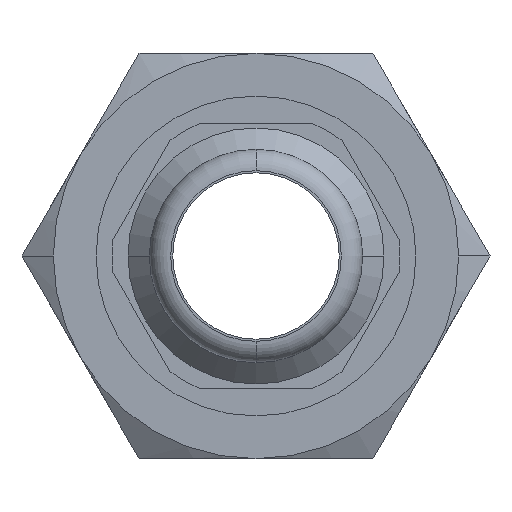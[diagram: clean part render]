
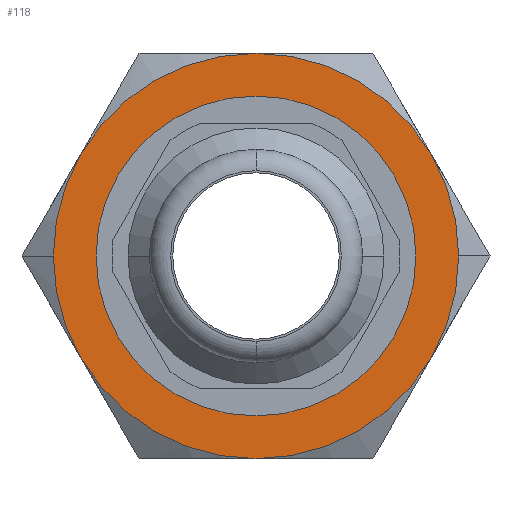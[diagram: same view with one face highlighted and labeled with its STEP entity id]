
A CAD part, front view. The second image highlights one B-rep face of the part: STEP entity #118.
In plain terms, the highlighted planar face has unit normal (0, -1, 0).
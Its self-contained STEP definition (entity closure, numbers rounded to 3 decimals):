
#118=ADVANCED_FACE('',(#283,#284),#285,.T.);
#283=FACE_OUTER_BOUND('',#494,.T.);
#284=FACE_BOUND('',#495,.T.);
#285=PLANE('',#496);
#494=EDGE_LOOP('',(#789,#790,#791,#792,#793,#794,#795,#796));
#495=EDGE_LOOP('',(#797,#798));
#496=AXIS2_PLACEMENT_3D('',#799,#800,#801);
#789=ORIENTED_EDGE('',*,*,#1305,.F.);
#790=ORIENTED_EDGE('',*,*,#1306,.F.);
#791=ORIENTED_EDGE('',*,*,#1222,.F.);
#792=ORIENTED_EDGE('',*,*,#1226,.F.);
#793=ORIENTED_EDGE('',*,*,#1307,.F.);
#794=ORIENTED_EDGE('',*,*,#1308,.F.);
#795=ORIENTED_EDGE('',*,*,#1309,.F.);
#796=ORIENTED_EDGE('',*,*,#1310,.F.);
#797=ORIENTED_EDGE('',*,*,#1311,.F.);
#798=ORIENTED_EDGE('',*,*,#1312,.F.);
#799=CARTESIAN_POINT('',(4.75,23.5,0.0));
#800=DIRECTION('',(-0.0,-1.0,-0.0));
#801=DIRECTION('',(-1.0,0.0,0.0));
#1222=EDGE_CURVE('',#1439,#1441,#1442,.T.);
#1226=EDGE_CURVE('',#1446,#1439,#1448,.T.);
#1305=EDGE_CURVE('',#1583,#1584,#1585,.T.);
#1306=EDGE_CURVE('',#1441,#1583,#1586,.T.);
#1307=EDGE_CURVE('',#1587,#1446,#1588,.T.);
#1308=EDGE_CURVE('',#1589,#1587,#1590,.T.);
#1309=EDGE_CURVE('',#1522,#1589,#1591,.T.);
#1310=EDGE_CURVE('',#1584,#1522,#1592,.T.);
#1311=EDGE_CURVE('',#1593,#1594,#1595,.T.);
#1312=EDGE_CURVE('',#1594,#1593,#1596,.T.);
#1439=VERTEX_POINT('',#1747);
#1441=VERTEX_POINT('',#1760);
#1442=CIRCLE('',#1761,9.5);
#1446=VERTEX_POINT('',#1776);
#1448=CIRCLE('',#1779,9.5);
#1522=VERTEX_POINT('',#1901);
#1583=VERTEX_POINT('',#2030);
#1584=VERTEX_POINT('',#2031);
#1585=CIRCLE('',#2032,9.5);
#1586=CIRCLE('',#2033,9.5);
#1587=VERTEX_POINT('',#2034);
#1588=CIRCLE('',#2035,9.5);
#1589=VERTEX_POINT('',#2036);
#1590=CIRCLE('',#2037,9.5);
#1591=CIRCLE('',#2038,9.5);
#1592=CIRCLE('',#2039,9.5);
#1593=VERTEX_POINT('',#2040);
#1594=VERTEX_POINT('',#2041);
#1595=CIRCLE('',#2042,7.5);
#1596=CIRCLE('',#2043,7.5);
#1747=CARTESIAN_POINT('',(-8.227,23.5,4.75));
#1760=CARTESIAN_POINT('',(0.,23.5,9.5));
#1761=AXIS2_PLACEMENT_3D('',#2375,#2376,#2377);
#1776=CARTESIAN_POINT('',(-9.5,23.5,0.));
#1779=AXIS2_PLACEMENT_3D('',#2379,#2380,#2381);
#1901=CARTESIAN_POINT('',(8.227,23.5,-4.75));
#2030=CARTESIAN_POINT('',(8.227,23.5,4.75));
#2031=CARTESIAN_POINT('',(9.5,23.5,0.));
#2032=AXIS2_PLACEMENT_3D('',#2497,#2498,#2499);
#2033=AXIS2_PLACEMENT_3D('',#2500,#2501,#2502);
#2034=CARTESIAN_POINT('',(-8.227,23.5,-4.75));
#2035=AXIS2_PLACEMENT_3D('',#2503,#2504,#2505);
#2036=CARTESIAN_POINT('',(0.0,23.5,-9.5));
#2037=AXIS2_PLACEMENT_3D('',#2506,#2507,#2508);
#2038=AXIS2_PLACEMENT_3D('',#2509,#2510,#2511);
#2039=AXIS2_PLACEMENT_3D('',#2512,#2513,#2514);
#2040=CARTESIAN_POINT('',(-7.5,23.5,0.));
#2041=CARTESIAN_POINT('',(7.5,23.5,0.));
#2042=AXIS2_PLACEMENT_3D('',#2515,#2516,#2517);
#2043=AXIS2_PLACEMENT_3D('',#2518,#2519,#2520);
#2375=CARTESIAN_POINT('',(0.0,23.5,0.0));
#2376=DIRECTION('',(-0.0,1.0,0.0));
#2377=DIRECTION('',(1.0,0.0,0.0));
#2379=CARTESIAN_POINT('',(0.0,23.5,0.0));
#2380=DIRECTION('',(-0.0,1.0,0.0));
#2381=DIRECTION('',(1.0,0.0,0.0));
#2497=CARTESIAN_POINT('',(0.0,23.5,0.0));
#2498=DIRECTION('',(-0.0,1.0,0.0));
#2499=DIRECTION('',(1.0,0.0,0.0));
#2500=CARTESIAN_POINT('',(0.0,23.5,0.0));
#2501=DIRECTION('',(-0.0,1.0,0.0));
#2502=DIRECTION('',(1.0,0.0,0.0));
#2503=CARTESIAN_POINT('',(0.0,23.5,0.0));
#2504=DIRECTION('',(-0.0,1.0,0.0));
#2505=DIRECTION('',(1.0,0.0,0.0));
#2506=CARTESIAN_POINT('',(0.0,23.5,0.0));
#2507=DIRECTION('',(-0.0,1.0,0.0));
#2508=DIRECTION('',(1.0,0.0,0.0));
#2509=CARTESIAN_POINT('',(0.0,23.5,0.0));
#2510=DIRECTION('',(-0.0,1.0,0.0));
#2511=DIRECTION('',(1.0,0.0,0.0));
#2512=CARTESIAN_POINT('',(0.0,23.5,0.0));
#2513=DIRECTION('',(-0.0,1.0,0.0));
#2514=DIRECTION('',(1.0,0.0,0.0));
#2515=CARTESIAN_POINT('',(0.0,23.5,0.0));
#2516=DIRECTION('',(0.0,-1.0,0.0));
#2517=DIRECTION('',(1.0,0.0,0.0));
#2518=CARTESIAN_POINT('',(0.0,23.5,0.0));
#2519=DIRECTION('',(0.0,-1.0,0.0));
#2520=DIRECTION('',(1.0,0.0,0.0));
